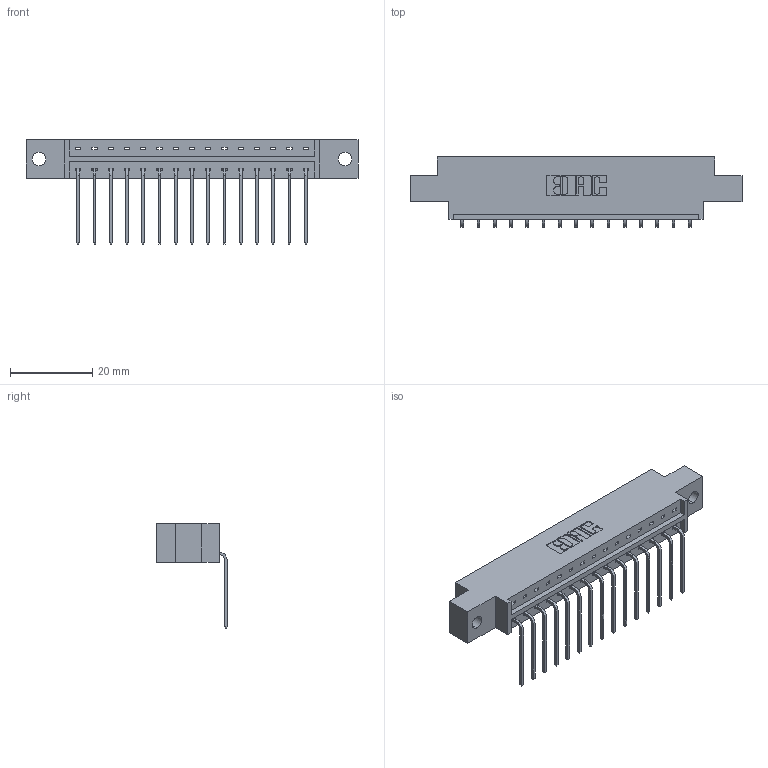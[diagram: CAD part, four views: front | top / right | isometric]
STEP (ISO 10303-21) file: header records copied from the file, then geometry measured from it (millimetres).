
FILE_DESCRIPTION (( 'STEP AP203' ), '1' );
FILE_NAME ('833-015-559-602.STEP', '2020-05-31T16:30:22', ( '' ), ( '' ), 'SwSTEP 2.0', 'SolidWorks 2020', '' );
FILE_SCHEMA (( 'CONFIG_CONTROL_DESIGN' ));
Length unit declared in the file: inch
Products named in the file (3): 345-292-001_558 559 Tail - 1; 833 Part_Offset - .128 Dia; 833-015-559-602
Assembly tree (16 placements, depth 2):
  833-015-559-602
    833 Part_Offset - .128 Dia
    345-292-001_558 559 Tail - 1  x15
Bounding box: 80.98 x 17.09 x 25.53 mm (x, y, z)
Volume: 7701.7 mm3; surface area: 8388.5 mm2
Topology: 16 solids, 16 shells, 1018 faces, 3053 edges, 2014 vertices
Faces by surface type: plane 734, cylinder 284
Entity records: 12881 total; most frequent: CARTESIAN_POINT 2235, ORIENTED_EDGE 2186, DIRECTION 1939, EDGE_CURVE 1093, LINE 965, VECTOR 965, VERTEX_POINT 726, AXIS2_PLACEMENT_3D 487
